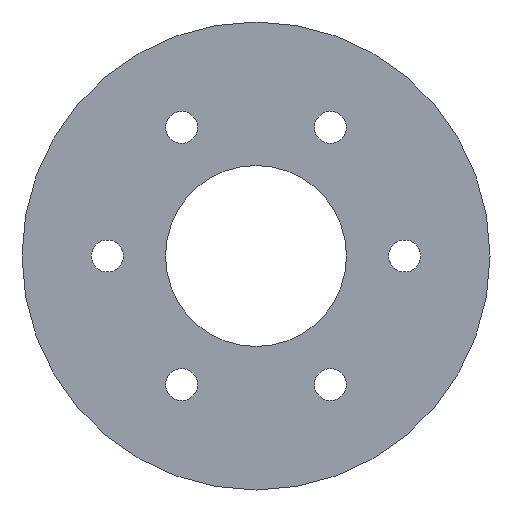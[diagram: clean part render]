
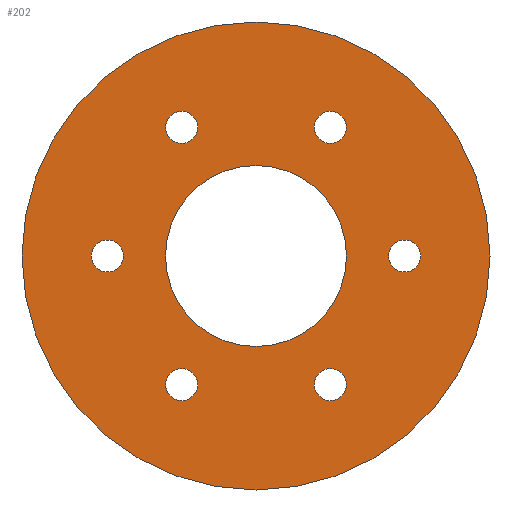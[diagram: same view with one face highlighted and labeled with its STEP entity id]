
A CAD part, front view. The second image highlights one B-rep face of the part: STEP entity #202.
In plain terms, the highlighted planar face has unit normal (0, -1, 0).
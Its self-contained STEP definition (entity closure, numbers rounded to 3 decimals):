
#22=FACE_BOUND('',#58,.T.);
#23=FACE_BOUND('',#59,.T.);
#24=FACE_BOUND('',#60,.T.);
#25=FACE_BOUND('',#61,.T.);
#26=FACE_BOUND('',#62,.T.);
#27=FACE_BOUND('',#63,.T.);
#28=FACE_BOUND('',#64,.T.);
#30=PLANE('',#242);
#40=FACE_OUTER_BOUND('',#57,.T.);
#57=EDGE_LOOP('',(#177));
#58=EDGE_LOOP('',(#178));
#59=EDGE_LOOP('',(#179));
#60=EDGE_LOOP('',(#180));
#61=EDGE_LOOP('',(#181));
#62=EDGE_LOOP('',(#182));
#63=EDGE_LOOP('',(#183));
#64=EDGE_LOOP('',(#184));
#82=CIRCLE('',#219,2.56);
#84=CIRCLE('',#222,2.56);
#86=CIRCLE('',#225,2.56);
#88=CIRCLE('',#228,2.56);
#90=CIRCLE('',#231,2.56);
#92=CIRCLE('',#234,2.56);
#94=CIRCLE('',#237,14.5);
#96=CIRCLE('',#240,37.5);
#98=VERTEX_POINT('',#309);
#100=VERTEX_POINT('',#315);
#102=VERTEX_POINT('',#321);
#104=VERTEX_POINT('',#327);
#106=VERTEX_POINT('',#333);
#108=VERTEX_POINT('',#339);
#110=VERTEX_POINT('',#345);
#112=VERTEX_POINT('',#351);
#115=EDGE_CURVE('',#98,#98,#82,.T.);
#118=EDGE_CURVE('',#100,#100,#84,.T.);
#121=EDGE_CURVE('',#102,#102,#86,.T.);
#124=EDGE_CURVE('',#104,#104,#88,.T.);
#127=EDGE_CURVE('',#106,#106,#90,.T.);
#130=EDGE_CURVE('',#108,#108,#92,.T.);
#133=EDGE_CURVE('',#110,#110,#94,.T.);
#136=EDGE_CURVE('',#112,#112,#96,.T.);
#177=ORIENTED_EDGE('',*,*,#136,.F.);
#178=ORIENTED_EDGE('',*,*,#133,.F.);
#179=ORIENTED_EDGE('',*,*,#130,.F.);
#180=ORIENTED_EDGE('',*,*,#127,.F.);
#181=ORIENTED_EDGE('',*,*,#124,.F.);
#182=ORIENTED_EDGE('',*,*,#121,.F.);
#183=ORIENTED_EDGE('',*,*,#118,.F.);
#184=ORIENTED_EDGE('',*,*,#115,.F.);
#202=ADVANCED_FACE('',(#40,#22,#23,#24,#25,#26,#27,#28),#30,.F.);
#219=AXIS2_PLACEMENT_3D('',#311,#250,#251);
#222=AXIS2_PLACEMENT_3D('',#317,#257,#258);
#225=AXIS2_PLACEMENT_3D('',#323,#264,#265);
#228=AXIS2_PLACEMENT_3D('',#329,#271,#272);
#231=AXIS2_PLACEMENT_3D('',#335,#278,#279);
#234=AXIS2_PLACEMENT_3D('',#341,#285,#286);
#237=AXIS2_PLACEMENT_3D('',#347,#292,#293);
#240=AXIS2_PLACEMENT_3D('',#353,#299,#300);
#242=AXIS2_PLACEMENT_3D('',#355,#303,#304);
#250=DIRECTION('center_axis',(0.,-1.,0.));
#251=DIRECTION('ref_axis',(1.,0.,0.));
#257=DIRECTION('center_axis',(0.,-1.,0.));
#258=DIRECTION('ref_axis',(1.,0.,0.));
#264=DIRECTION('center_axis',(0.,-1.,0.));
#265=DIRECTION('ref_axis',(1.,0.,0.));
#271=DIRECTION('center_axis',(0.,-1.,0.));
#272=DIRECTION('ref_axis',(1.,0.,0.));
#278=DIRECTION('center_axis',(0.,-1.,0.));
#279=DIRECTION('ref_axis',(1.,0.,0.));
#285=DIRECTION('center_axis',(0.,-1.,0.));
#286=DIRECTION('ref_axis',(1.,0.,0.));
#292=DIRECTION('center_axis',(0.,-1.,0.));
#293=DIRECTION('ref_axis',(1.,0.,0.));
#299=DIRECTION('center_axis',(0.,1.,0.));
#300=DIRECTION('ref_axis',(-1.,0.,0.));
#303=DIRECTION('center_axis',(0.,1.,0.));
#304=DIRECTION('ref_axis',(0.,0.,1.));
#309=CARTESIAN_POINT('',(-14.467,0.,20.623));
#311=CARTESIAN_POINT('Origin',(-11.907,0.,20.623));
#315=CARTESIAN_POINT('',(9.347,0.,20.623));
#317=CARTESIAN_POINT('Origin',(11.907,0.,20.623));
#321=CARTESIAN_POINT('',(21.253,0.,0.));
#323=CARTESIAN_POINT('Origin',(23.813,0.,0.));
#327=CARTESIAN_POINT('',(9.347,0.,-20.623));
#329=CARTESIAN_POINT('Origin',(11.907,0.,-20.623));
#333=CARTESIAN_POINT('',(-14.467,0.,-20.623));
#335=CARTESIAN_POINT('Origin',(-11.907,0.,-20.623));
#339=CARTESIAN_POINT('',(-26.373,0.,0.));
#341=CARTESIAN_POINT('Origin',(-23.813,0.,0.));
#345=CARTESIAN_POINT('',(-14.5,0.,0.));
#347=CARTESIAN_POINT('Origin',(0.,0.,0.));
#351=CARTESIAN_POINT('',(37.5,0.,0.));
#353=CARTESIAN_POINT('Origin',(0.,0.,0.));
#355=CARTESIAN_POINT('Origin',(0.,0.,0.));
